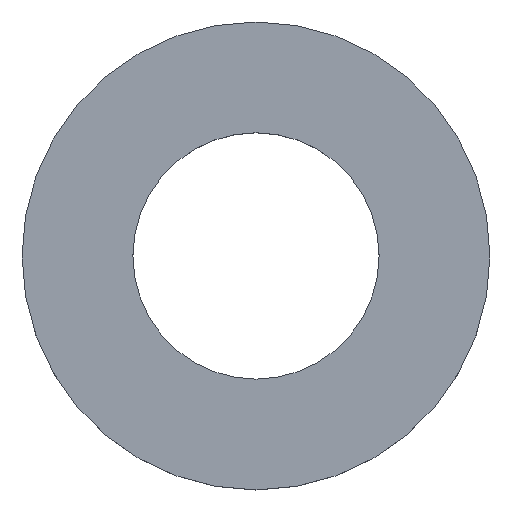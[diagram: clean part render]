
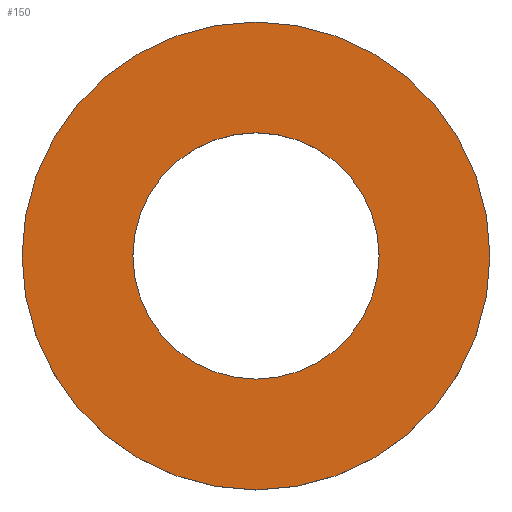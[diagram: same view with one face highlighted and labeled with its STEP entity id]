
A CAD part, top view. The second image highlights one B-rep face of the part: STEP entity #150.
In plain terms, the highlighted planar face has unit normal (0, 0, 1).
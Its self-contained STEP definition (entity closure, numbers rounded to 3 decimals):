
#1 = CIRCLE ( 'NONE', #81, 19. ) ;
#7 = CARTESIAN_POINT ( 'NONE',  ( 0., 0., 4. ) ) ;
#8 = DIRECTION ( 'NONE',  ( 1., 0., 0. ) ) ;
#43 = DIRECTION ( 'NONE',  ( 0., 0., 1. ) ) ;
#47 = DIRECTION ( 'NONE',  ( 0., 0., 1. ) ) ;
#53 = EDGE_CURVE ( 'NONE', #99, #162, #103, .T. ) ;
#54 = AXIS2_PLACEMENT_3D ( 'NONE', #7, #140, #8 ) ;
#55 = VERTEX_POINT ( 'NONE', #73 ) ;
#60 = FACE_OUTER_BOUND ( 'NONE', #180, .T. ) ;
#62 = CARTESIAN_POINT ( 'NONE',  ( 0., 0., 4. ) ) ;
#65 = AXIS2_PLACEMENT_3D ( 'NONE', #157, #129, #108 ) ;
#73 = CARTESIAN_POINT ( 'NONE',  ( 19., 0., 4. ) ) ;
#75 = FACE_BOUND ( 'NONE', #203, .T. ) ;
#78 = EDGE_CURVE ( 'NONE', #162, #99, #175, .T. ) ;
#81 = AXIS2_PLACEMENT_3D ( 'NONE', #174, #106, #91 ) ;
#87 = DIRECTION ( 'NONE',  ( 1., 0., 0. ) ) ;
#91 = DIRECTION ( 'NONE',  ( 1., 0., 0. ) ) ;
#95 = CARTESIAN_POINT ( 'NONE',  ( -19., 0., 4. ) ) ;
#99 = VERTEX_POINT ( 'NONE', #191 ) ;
#103 = CIRCLE ( 'NONE', #65, 10. ) ;
#104 = DIRECTION ( 'NONE',  ( 1., 0., 0. ) ) ;
#106 = DIRECTION ( 'NONE',  ( 0., 0., 1. ) ) ;
#108 = DIRECTION ( 'NONE',  ( 1., 0., 0. ) ) ;
#113 = ORIENTED_EDGE ( 'NONE', *, *, #135, .T. ) ;
#114 = ORIENTED_EDGE ( 'NONE', *, *, #53, .F. ) ;
#121 = AXIS2_PLACEMENT_3D ( 'NONE', #190, #43, #87 ) ;
#126 = AXIS2_PLACEMENT_3D ( 'NONE', #62, #47, #104 ) ;
#129 = DIRECTION ( 'NONE',  ( 0., 0., 1. ) ) ;
#135 = EDGE_CURVE ( 'NONE', #55, #197, #1, .T. ) ;
#136 = ORIENTED_EDGE ( 'NONE', *, *, #168, .T. ) ;
#140 = DIRECTION ( 'NONE',  ( 0., 0., 1. ) ) ;
#144 = PLANE ( 'NONE',  #126 ) ;
#150 = ADVANCED_FACE ( 'NONE', ( #60, #75 ), #144, .T. ) ;
#155 = CARTESIAN_POINT ( 'NONE',  ( 10., 0., 4. ) ) ;
#157 = CARTESIAN_POINT ( 'NONE',  ( 0., 0., 4. ) ) ;
#162 = VERTEX_POINT ( 'NONE', #155 ) ;
#167 = ORIENTED_EDGE ( 'NONE', *, *, #78, .F. ) ;
#168 = EDGE_CURVE ( 'NONE', #197, #55, #207, .T. ) ;
#174 = CARTESIAN_POINT ( 'NONE',  ( 0., 0., 4. ) ) ;
#175 = CIRCLE ( 'NONE', #121, 10. ) ;
#180 = EDGE_LOOP ( 'NONE', ( #136, #113 ) ) ;
#190 = CARTESIAN_POINT ( 'NONE',  ( 0., 0., 4. ) ) ;
#191 = CARTESIAN_POINT ( 'NONE',  ( -10., 0., 4. ) ) ;
#197 = VERTEX_POINT ( 'NONE', #95 ) ;
#203 = EDGE_LOOP ( 'NONE', ( #114, #167 ) ) ;
#207 = CIRCLE ( 'NONE', #54, 19. ) ;
